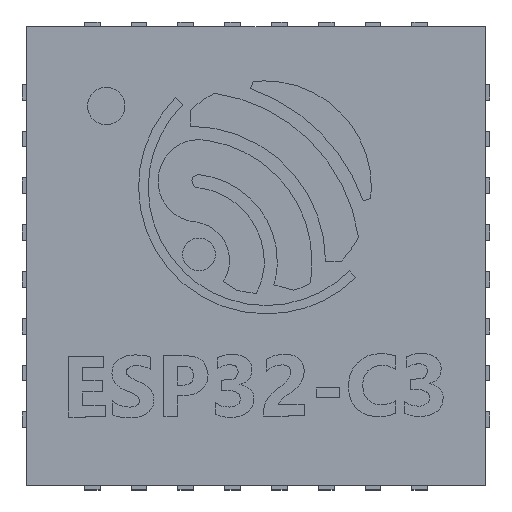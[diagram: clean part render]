
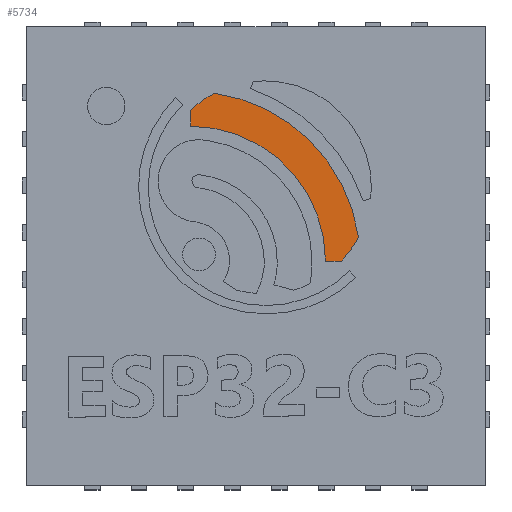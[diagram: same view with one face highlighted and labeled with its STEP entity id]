
A CAD part, top view. The second image highlights one B-rep face of the part: STEP entity #5734.
In plain terms, the highlighted planar face has unit normal (0, 0, 1).
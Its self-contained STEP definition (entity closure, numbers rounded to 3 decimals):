
#186 = EDGE_CURVE ( 'NONE', #10263, #12879, #9697, .T. ) ;
#1649 = LINE ( 'NONE', #12966, #9421 ) ;
#2302 = DIRECTION ( 'NONE',  ( 1., 0., 0. ) ) ;
#3678 = CARTESIAN_POINT ( 'NONE',  ( 0.912, -0.056, 1.12 ) ) ;
#3855 = ORIENTED_EDGE ( 'NONE', *, *, #14739, .T. ) ;
#4637 = FACE_OUTER_BOUND ( 'NONE', #15007, .T. ) ;
#4959 = AXIS2_PLACEMENT_3D ( 'NONE', #11017, #9735, #6744 ) ;
#5066 = CIRCLE ( 'NONE', #15451, 1.214 ) ;
#5694 = CIRCLE ( 'NONE', #11610, 1.153 ) ;
#5734 = ADVANCED_FACE ( 'NONE', ( #4637 ), #5861, .T. ) ;
#5770 = CARTESIAN_POINT ( 'NONE',  ( -0.699, 1.385, 1.12 ) ) ;
#5861 = PLANE ( 'NONE',  #12521 ) ;
#6043 = EDGE_CURVE ( 'NONE', #12879, #6507, #5694, .T. ) ;
#6157 = CARTESIAN_POINT ( 'NONE',  ( -0.445, 1.738, 1.12 ) ) ;
#6166 = DIRECTION ( 'NONE',  ( 1., 0., 0. ) ) ;
#6347 = DIRECTION ( 'NONE',  ( 0., 0., 1. ) ) ;
#6507 = VERTEX_POINT ( 'NONE', #6904 ) ;
#6744 = DIRECTION ( 'NONE',  ( 1., 0., 0. ) ) ;
#6904 = CARTESIAN_POINT ( 'NONE',  ( -0.699, 1.554, 1.12 ) ) ;
#7256 = CARTESIAN_POINT ( 'NONE',  ( 0., 0., 1.12 ) ) ;
#8211 = CIRCLE ( 'NONE', #4959, 1.443 ) ;
#8270 = CARTESIAN_POINT ( 'NONE',  ( -0.703, -0.061, 1.12 ) ) ;
#8358 = DIRECTION ( 'NONE',  ( 0., 0., 1. ) ) ;
#8526 = ORIENTED_EDGE ( 'NONE', *, *, #18210, .T. ) ;
#8868 = VERTEX_POINT ( 'NONE', #14713 ) ;
#8888 = DIRECTION ( 'NONE',  ( 1., 0., 0. ) ) ;
#9421 = VECTOR ( 'NONE', #8888, 1000. ) ;
#9697 = CIRCLE ( 'NONE', #16199, 1.818 ) ;
#9735 = DIRECTION ( 'NONE',  ( 0., 0., -1. ) ) ;
#10263 = VERTEX_POINT ( 'NONE', #18201 ) ;
#10445 = VERTEX_POINT ( 'NONE', #5770 ) ;
#10473 = CARTESIAN_POINT ( 'NONE',  ( 0.096, 0.72, 1.12 ) ) ;
#10492 = ORIENTED_EDGE ( 'NONE', *, *, #14514, .T. ) ;
#11017 = CARTESIAN_POINT ( 'NONE',  ( -0.701, -0.058, 1.12 ) ) ;
#11610 = AXIS2_PLACEMENT_3D ( 'NONE', #10473, #17694, #2302 ) ;
#11672 = ORIENTED_EDGE ( 'NONE', *, *, #186, .T. ) ;
#12521 = AXIS2_PLACEMENT_3D ( 'NONE', #7256, #14210, #12908 ) ;
#12540 = VECTOR ( 'NONE', #16186, 1000. ) ;
#12709 = DIRECTION ( 'NONE',  ( 1., 0., 0. ) ) ;
#12879 = VERTEX_POINT ( 'NONE', #6157 ) ;
#12908 = DIRECTION ( 'NONE',  ( 1., 0., 0. ) ) ;
#12966 = CARTESIAN_POINT ( 'NONE',  ( 0., -0.056, 1.12 ) ) ;
#13297 = LINE ( 'NONE', #17543, #12540 ) ;
#13583 = CARTESIAN_POINT ( 'NONE',  ( 0.028, 0.777, 1.12 ) ) ;
#14210 = DIRECTION ( 'NONE',  ( 0., 0., 1. ) ) ;
#14514 = EDGE_CURVE ( 'NONE', #8868, #14535, #1649, .T. ) ;
#14535 = VERTEX_POINT ( 'NONE', #3678 ) ;
#14557 = ORIENTED_EDGE ( 'NONE', *, *, #6043, .T. ) ;
#14713 = CARTESIAN_POINT ( 'NONE',  ( 0.743, -0.056, 1.12 ) ) ;
#14739 = EDGE_CURVE ( 'NONE', #14535, #10263, #5066, .T. ) ;
#15007 = EDGE_LOOP ( 'NONE', ( #11672, #14557, #15990, #8526, #10492, #3855 ) ) ;
#15451 = AXIS2_PLACEMENT_3D ( 'NONE', #13583, #6347, #6166 ) ;
#15990 = ORIENTED_EDGE ( 'NONE', *, *, #16604, .T. ) ;
#16186 = DIRECTION ( 'NONE',  ( 0., -1., 0. ) ) ;
#16199 = AXIS2_PLACEMENT_3D ( 'NONE', #8270, #8358, #12709 ) ;
#16604 = EDGE_CURVE ( 'NONE', #6507, #10445, #13297, .T. ) ;
#17543 = CARTESIAN_POINT ( 'NONE',  ( -0.699, 0., 1.12 ) ) ;
#17694 = DIRECTION ( 'NONE',  ( 0., 0., 1. ) ) ;
#18201 = CARTESIAN_POINT ( 'NONE',  ( 1.096, 0.198, 1.12 ) ) ;
#18210 = EDGE_CURVE ( 'NONE', #10445, #8868, #8211, .T. ) ;
